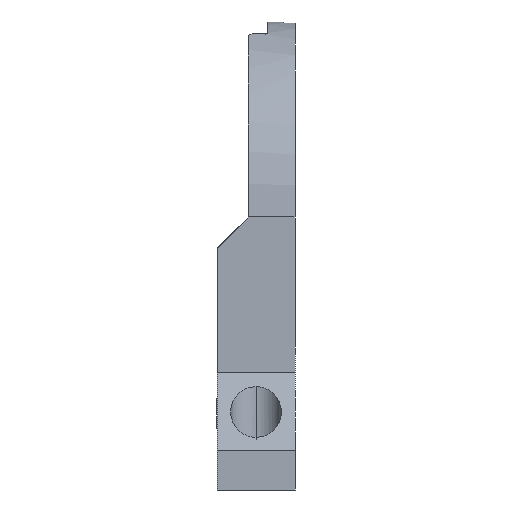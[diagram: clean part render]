
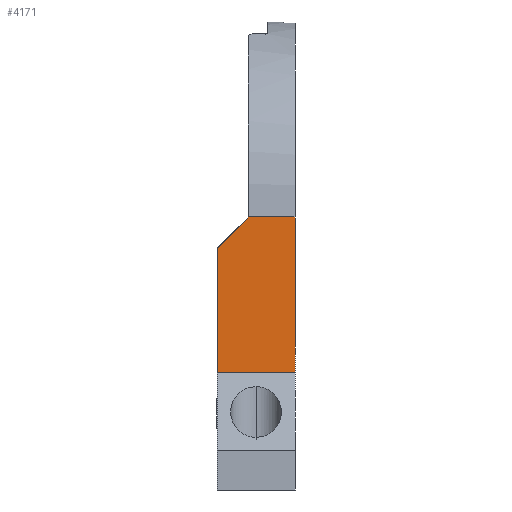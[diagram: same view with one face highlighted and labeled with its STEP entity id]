
A CAD part, left-side view. The second image highlights one B-rep face of the part: STEP entity #4171.
In plain terms, the highlighted planar face has unit normal (-1, 0, 0).
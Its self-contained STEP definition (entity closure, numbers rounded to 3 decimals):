
#154=DIRECTION('',(0.,0.,1.));
#155=VECTOR('',#154,40.);
#156=CARTESIAN_POINT('',(-50.,0.,-40.));
#157=LINE('',#156,#155);
#921=DIRECTION('',(0.,1.,0.));
#922=VECTOR('',#921,12.);
#923=CARTESIAN_POINT('',(-50.,0.,0.));
#924=LINE('',#923,#922);
#1114=DIRECTION('',(0.,0.707,-0.707));
#1115=VECTOR('',#1114,11.314);
#1116=CARTESIAN_POINT('',(-50.,12.,0.));
#1117=LINE('',#1116,#1115);
#1118=DIRECTION('',(0.,1.,0.));
#1119=VECTOR('',#1118,20.);
#1120=CARTESIAN_POINT('',(-50.,0.,-40.));
#1121=LINE('',#1120,#1119);
#1131=DIRECTION('',(0.,0.,1.));
#1132=VECTOR('',#1131,32.);
#1133=CARTESIAN_POINT('',(-50.,20.,-40.));
#1134=LINE('',#1133,#1132);
#2459=CARTESIAN_POINT('',(-50.,0.,-40.));
#2460=CARTESIAN_POINT('',(-50.,0.,0.));
#2461=VERTEX_POINT('',#2459);
#2462=VERTEX_POINT('',#2460);
#2467=CARTESIAN_POINT('',(-50.,20.,-40.));
#2468=VERTEX_POINT('',#2467);
#2475=CARTESIAN_POINT('',(-50.,20.,-8.));
#2476=VERTEX_POINT('',#2475);
#2479=CARTESIAN_POINT('',(-50.,12.,0.));
#2480=VERTEX_POINT('',#2479);
#4157=CARTESIAN_POINT('',(-50.,0.,-70.));
#4158=DIRECTION('',(-1.,0.,0.));
#4159=DIRECTION('',(0.,0.,1.));
#4160=AXIS2_PLACEMENT_3D('',#4157,#4158,#4159);
#4161=PLANE('',#4160);
#4163=ORIENTED_EDGE('',*,*,#4162,.T.);
#4164=ORIENTED_EDGE('',*,*,#4149,.F.);
#4165=ORIENTED_EDGE('',*,*,#3928,.F.);
#4166=ORIENTED_EDGE('',*,*,#2825,.F.);
#4168=ORIENTED_EDGE('',*,*,#4167,.T.);
#4169=EDGE_LOOP('',(#4163,#4164,#4165,#4166,#4168));
#4170=FACE_OUTER_BOUND('',#4169,.F.);
#4171=ADVANCED_FACE('',(#4170),#4161,.T.);
#2825=EDGE_CURVE('',#2461,#2462,#157,.T.);
#3928=EDGE_CURVE('',#2462,#2480,#924,.T.);
#4149=EDGE_CURVE('',#2480,#2476,#1117,.T.);
#4162=EDGE_CURVE('',#2468,#2476,#1134,.T.);
#4167=EDGE_CURVE('',#2461,#2468,#1121,.T.);
